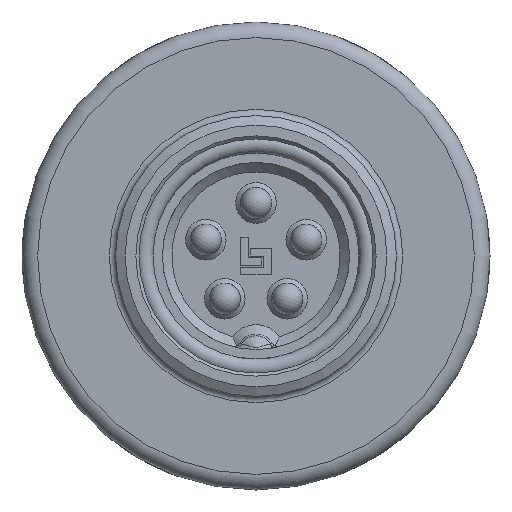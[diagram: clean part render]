
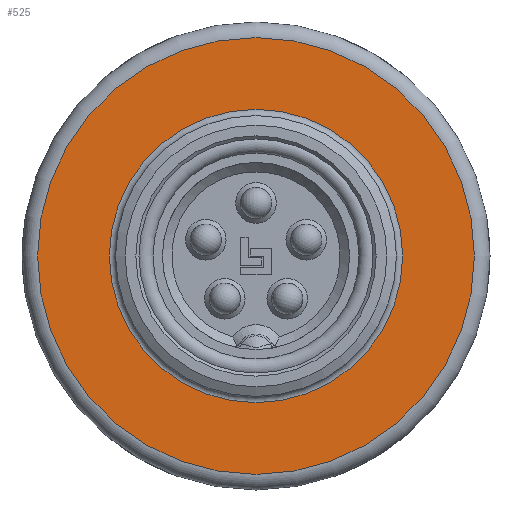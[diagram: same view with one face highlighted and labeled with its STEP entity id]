
A CAD part, left-side view. The second image highlights one B-rep face of the part: STEP entity #525.
In plain terms, the highlighted planar face has unit normal (-1, 0, 0).
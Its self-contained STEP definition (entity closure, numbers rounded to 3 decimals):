
#525=ADVANCED_FACE('',(#711,#712),#667,.T.);
#667=PLANE('',#2162);
#711=FACE_BOUND('',#836,.T.);
#712=FACE_BOUND('',#837,.T.);
#836=EDGE_LOOP('',(#1042));
#837=EDGE_LOOP('',(#1043));
#1042=ORIENTED_EDGE('',*,*,#1768,.T.);
#1043=ORIENTED_EDGE('',*,*,#1769,.T.);
#1576=VERTEX_POINT('',#3036);
#1577=VERTEX_POINT('',#3038);
#1768=EDGE_CURVE('',#1576,#1576,#2035,.T.);
#1769=EDGE_CURVE('',#1577,#1577,#2036,.T.);
#2035=CIRCLE('',#2160,4.7);
#2036=CIRCLE('',#2161,7.);
#2160=AXIS2_PLACEMENT_3D('',#3035,#2428,#2429);
#2161=AXIS2_PLACEMENT_3D('',#3037,#2430,#2431);
#2162=AXIS2_PLACEMENT_3D('',#3039,#2432,#2433);
#2428=DIRECTION('',(1.,0.,0.));
#2429=DIRECTION('',(0.,0.,1.));
#2430=DIRECTION('',(-1.,0.,0.));
#2431=DIRECTION('',(0.,0.,1.));
#2432=DIRECTION('',(-1.,0.,0.));
#2433=DIRECTION('',(0.,0.,1.));
#3035=CARTESIAN_POINT('',(7.9,0.,0.));
#3036=CARTESIAN_POINT('',(7.9,0.,4.7));
#3037=CARTESIAN_POINT('',(7.9,0.,0.));
#3038=CARTESIAN_POINT('',(7.9,0.,7.));
#3039=CARTESIAN_POINT('',(7.9,0.,0.));
